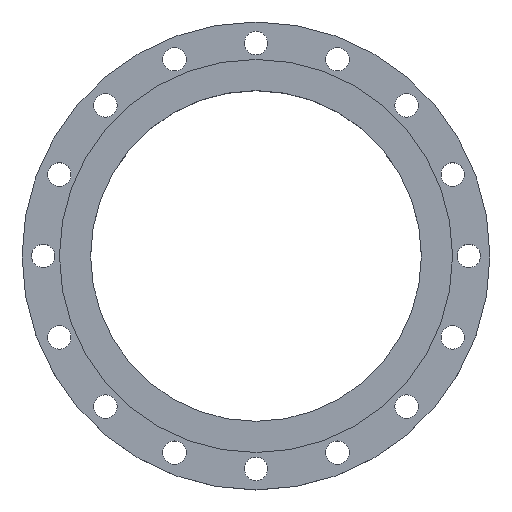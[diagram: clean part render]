
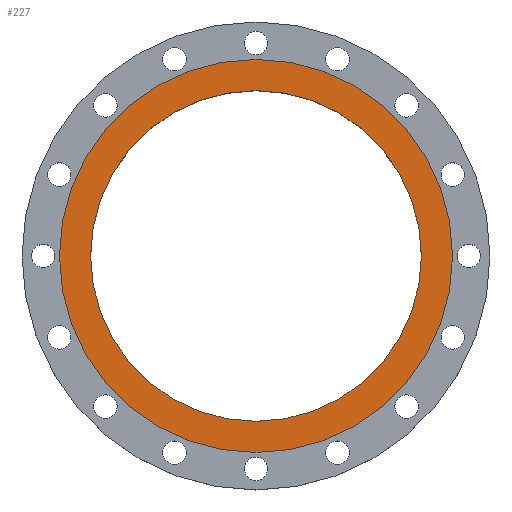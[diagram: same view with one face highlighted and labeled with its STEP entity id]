
A CAD part, top view. The second image highlights one B-rep face of the part: STEP entity #227.
In plain terms, the highlighted planar face has unit normal (0, 0, 1).
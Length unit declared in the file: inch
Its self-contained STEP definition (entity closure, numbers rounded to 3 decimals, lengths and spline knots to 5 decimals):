
#11 = CARTESIAN_POINT ( 'NONE',  ( 0., 0., 0. ) ) ;
#12 = DIRECTION ( 'NONE',  ( 0., 0., 1. ) ) ;
#36 = DIRECTION ( 'NONE',  ( 1., 0., 0. ) ) ;
#60 = DIRECTION ( 'NONE',  ( 1., 0., 0. ) ) ;
#104 = AXIS2_PLACEMENT_3D ( 'NONE', #280, #12, #1377 ) ;
#117 = DIRECTION ( 'NONE',  ( 1., 0., 0. ) ) ;
#175 = FACE_BOUND ( 'NONE', #790, .T. ) ;
#227 = ADVANCED_FACE ( 'NONE', ( #175, #1637 ), #411, .F. ) ;
#255 = DIRECTION ( 'NONE',  ( 0., 0., 1. ) ) ;
#280 = CARTESIAN_POINT ( 'NONE',  ( 0., 0., 0. ) ) ;
#293 = CARTESIAN_POINT ( 'NONE',  ( 0., 8.835, 0. ) ) ;
#342 = AXIS2_PLACEMENT_3D ( 'NONE', #293, #701, #1258 ) ;
#385 = EDGE_CURVE ( 'NONE', #481, #1040, #1308, .T. ) ;
#411 = PLANE ( 'NONE',  #342 ) ;
#416 = AXIS2_PLACEMENT_3D ( 'NONE', #11, #255, #117 ) ;
#475 = CIRCLE ( 'NONE', #1682, 10.5 ) ;
#481 = VERTEX_POINT ( 'NONE', #1358 ) ;
#501 = EDGE_CURVE ( 'NONE', #1593, #597, #475, .T. ) ;
#561 = CARTESIAN_POINT ( 'NONE',  ( 0., 0., 0. ) ) ;
#591 = DIRECTION ( 'NONE',  ( 0., 0., 1. ) ) ;
#597 = VERTEX_POINT ( 'NONE', #895 ) ;
#642 = CIRCLE ( 'NONE', #104, 10.5 ) ;
#701 = DIRECTION ( 'NONE',  ( 0., 0., -1. ) ) ;
#719 = DIRECTION ( 'NONE',  ( 0., 0., 1. ) ) ;
#790 = EDGE_LOOP ( 'NONE', ( #1520, #1581 ) ) ;
#895 = CARTESIAN_POINT ( 'NONE',  ( 10.5, 0., 0. ) ) ;
#1040 = VERTEX_POINT ( 'NONE', #1307 ) ;
#1118 = EDGE_CURVE ( 'NONE', #597, #1593, #642, .T. ) ;
#1150 = CARTESIAN_POINT ( 'NONE',  ( 0., 0., 0. ) ) ;
#1258 = DIRECTION ( 'NONE',  ( -1., 0., 0. ) ) ;
#1307 = CARTESIAN_POINT ( 'NONE',  ( 8.835, 0., 0. ) ) ;
#1308 = CIRCLE ( 'NONE', #416, 8.835 ) ;
#1329 = ORIENTED_EDGE ( 'NONE', *, *, #1118, .T. ) ;
#1358 = CARTESIAN_POINT ( 'NONE',  ( -8.835, 0., 0. ) ) ;
#1377 = DIRECTION ( 'NONE',  ( 1., 0., 0. ) ) ;
#1378 = EDGE_LOOP ( 'NONE', ( #1329, #1724 ) ) ;
#1520 = ORIENTED_EDGE ( 'NONE', *, *, #1535, .F. ) ;
#1535 = EDGE_CURVE ( 'NONE', #1040, #481, #1536, .T. ) ;
#1536 = CIRCLE ( 'NONE', #1746, 8.835 ) ;
#1543 = CARTESIAN_POINT ( 'NONE',  ( -10.5, 0., 0. ) ) ;
#1581 = ORIENTED_EDGE ( 'NONE', *, *, #385, .F. ) ;
#1593 = VERTEX_POINT ( 'NONE', #1543 ) ;
#1637 = FACE_OUTER_BOUND ( 'NONE', #1378, .T. ) ;
#1682 = AXIS2_PLACEMENT_3D ( 'NONE', #1150, #591, #60 ) ;
#1724 = ORIENTED_EDGE ( 'NONE', *, *, #501, .T. ) ;
#1746 = AXIS2_PLACEMENT_3D ( 'NONE', #561, #719, #36 ) ;
